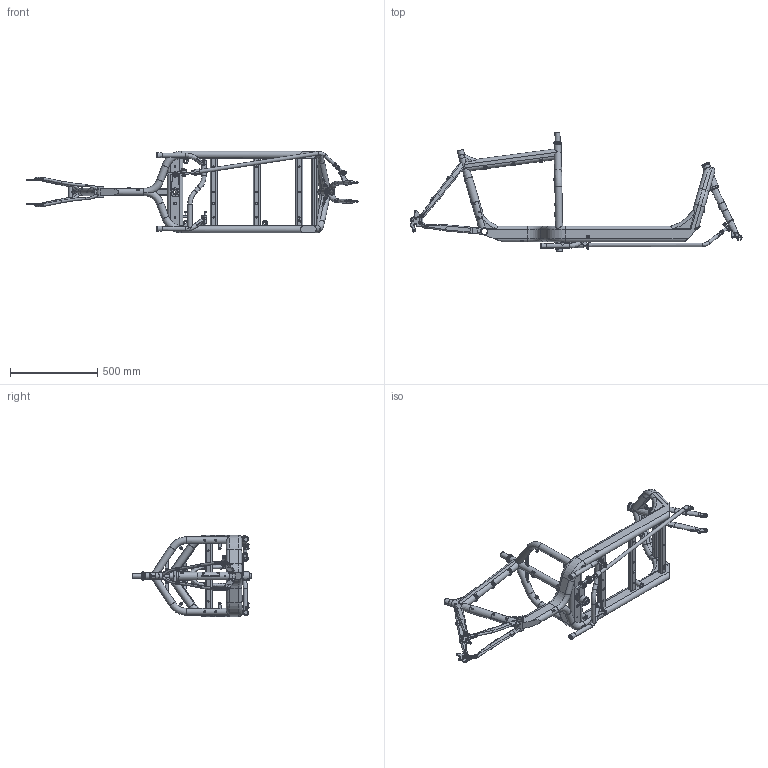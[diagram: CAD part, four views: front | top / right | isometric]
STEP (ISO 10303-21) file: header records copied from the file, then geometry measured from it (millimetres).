
FILE_DESCRIPTION(/* description */ (''),/* implementation_level */ '2;1');
FILE_NAME(/* name */ 'Bullitt.stp',/* time_stamp */ '2019-04-24T08:58:53+03:00',/* author */ ('moroz'),/* organization */ (''),/* preprocessor_version */ 'ST-DEVELOPER v16.5',/* originating_system */ 'Autodesk Inventor 2017',/* authorisation */ '');
FILE_SCHEMA (('CONFIG_CONTROL_DESIGN'));
Products named in the file (36): Bullitt; bullitt frame; bullitt fork; bot cone; top cone; top; top_1; front headset cover; front headset top cup; FSA Orbit XL II top; FSA Orbit XL II bot; legs; rod; head tube; link1; link2; link3; ball joint; ball; m12; 10mm spacer; ISO 7380-1 - M4 x 8; IS 5371 - A10,5; DIN 555-5 - M10; DIN 625 T1 - 61900 - 10 x 22 x 6; DIN 9021 - 10,5; DIN 125-2 - B 10,5; DIN 933 - M10  x 45; DIN 933 - M10  x 40; ANSI B18.16.3M - Property Class 5 and 10 - Metric M10 x 1.5 \X2\041C0435
.; DIN 912 - M5 x 16; DIN 912 - M5 x 30; DIN 912 - M10 x 40; DIN 912 - M4 x 10; DIN 912 - M6 x 30; DIN 555-5 - M6
Assembly tree (67 placements, depth 2):
  Bullitt
    bullitt frame
    bullitt fork
    bot cone
    top cone
    top
    top_1
    front headset cover
    front headset top cup
    FSA Orbit XL II top
    FSA Orbit XL II bot
    legs
    rod
    head tube
    link1
    link2
    link3
    ball joint
    ball
    m12
    10mm spacer
    ISO 7380-1 - M4 x 8  x8
    IS 5371 - A10,5  x2
    DIN 555-5 - M10  x2
    DIN 625 T1 - 61900 - 10 x 22 x 6  x4
    DIN 125-2 - B 10,5  x8
    DIN 9021 - 10,5  x2
    ANSI B18.16.3M - Property Class 5 and 10 - Metric M10 x 1.5 \X2\041C0435
.  x3
    DIN 933 - M10  x 45
    DIN 933 - M10  x 40  x2
    DIN 912 - M5 x 16  x2
    DIN 912 - M5 x 30  x2
    DIN 912 - M10 x 40  x2
    DIN 912 - M4 x 10  x3
    DIN 912 - M6 x 30  x2
    DIN 555-5 - M6  x4
Bounding box: 1898.66 x 680.41 x 466 mm (x, y, z)
Volume: 17644774.2 mm3; surface area: 2212989.9 mm2
Topology: 138 solids, 141 shells, 2563 faces, 6296 edges, 4058 vertices
Faces by surface type: plane 1259, cylinder 805, cone 245, torus 164, bspline 60, sphere 30
Full cylindrical faces by diameter (mm): 4 x26, 4.2 x12, 4.917 x4, 5 x28, 6 x10, 7 x9, 7.6 x8, 8 x39, 8.376 x5, 8.5 x4, 9.188 x3, 10 x52, 10.5 x12, 12 x26, 13.6 x3, 13.84 x8, 15 x4, 15.4 x3, 16 x7, 18 x1, 18.16 x8, 20 x14, 22 x6, 24 x1, 25 x13, 25.4 x1, 28 x1, 28.6 x6, 30 x9, 30.2 x4
Entity records: 65810 total; most frequent: CARTESIAN_POINT 16738, DIRECTION 10307, ORIENTED_EDGE 9272, EDGE_CURVE 4617, AXIS2_PLACEMENT_3D 4052, VERTEX_POINT 3228, EDGE_LOOP 2908, LINE 2203
